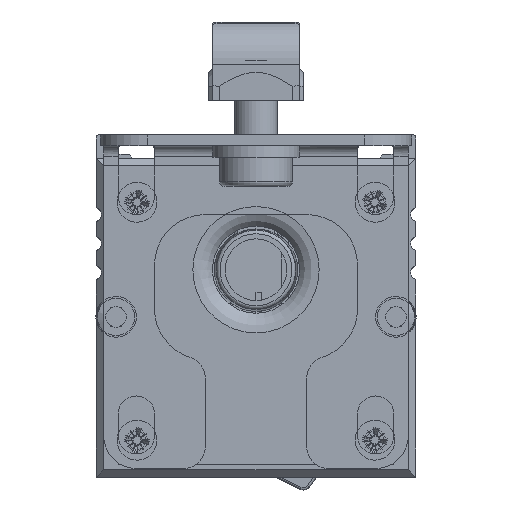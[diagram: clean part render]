
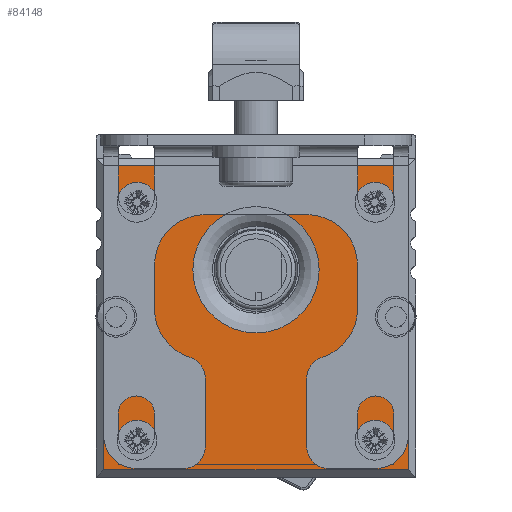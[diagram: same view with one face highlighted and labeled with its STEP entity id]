
A CAD part, front view. The second image highlights one B-rep face of the part: STEP entity #84148.
In plain terms, the highlighted planar face has unit normal (0, -1, 0).
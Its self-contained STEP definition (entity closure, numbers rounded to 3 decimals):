
#7876=FACE_BOUND('',#13371,.T.);
#7877=FACE_BOUND('',#13372,.T.);
#7878=FACE_BOUND('',#13373,.T.);
#7879=FACE_BOUND('',#13374,.T.);
#7880=FACE_BOUND('',#13375,.T.);
#8379=PLANE('',#87983);
#9936=FACE_OUTER_BOUND('',#13370,.T.);
#13370=EDGE_LOOP('',(#62715,#62716,#62717,#62718,#62719,#62720,#62721,#62722));
#13371=EDGE_LOOP('',(#62723));
#13372=EDGE_LOOP('',(#62724));
#13373=EDGE_LOOP('',(#62725));
#13374=EDGE_LOOP('',(#62726));
#13375=EDGE_LOOP('',(#62727));
#17319=LINE('',#114408,#25689);
#17338=LINE('',#114449,#25708);
#17340=LINE('',#114454,#25710);
#17341=LINE('',#114456,#25711);
#17342=LINE('',#114459,#25712);
#17343=LINE('',#114462,#25713);
#25689=VECTOR('',#94272,10.);
#25708=VECTOR('',#94299,10.);
#25710=VECTOR('',#94303,10.);
#25711=VECTOR('',#94304,10.);
#25712=VECTOR('',#94307,10.);
#25713=VECTOR('',#94310,10.);
#33888=CIRCLE('',#87977,8.711);
#33889=CIRCLE('',#87984,2.8);
#33890=CIRCLE('',#87985,2.8);
#33891=CIRCLE('',#87986,1.25);
#33892=CIRCLE('',#87987,1.25);
#33893=CIRCLE('',#87988,1.25);
#33894=CIRCLE('',#87989,1.25);
#37015=VERTEX_POINT('',#114402);
#37016=VERTEX_POINT('',#114406);
#37017=VERTEX_POINT('',#114407);
#37035=VERTEX_POINT('',#114447);
#37036=VERTEX_POINT('',#114452);
#37037=VERTEX_POINT('',#114453);
#37038=VERTEX_POINT('',#114455);
#37039=VERTEX_POINT('',#114457);
#37040=VERTEX_POINT('',#114460);
#37041=VERTEX_POINT('',#114463);
#37042=VERTEX_POINT('',#114465);
#37043=VERTEX_POINT('',#114467);
#37044=VERTEX_POINT('',#114469);
#47805=EDGE_CURVE('',#37015,#37015,#33888,.T.);
#47806=EDGE_CURVE('',#37016,#37017,#17319,.T.);
#47826=EDGE_CURVE('',#37035,#37016,#17338,.T.);
#47828=EDGE_CURVE('',#37036,#37037,#17340,.T.);
#47829=EDGE_CURVE('',#37038,#37036,#17341,.T.);
#47830=EDGE_CURVE('',#37038,#37039,#33889,.T.);
#47831=EDGE_CURVE('',#37017,#37039,#17342,.T.);
#47832=EDGE_CURVE('',#37035,#37040,#33890,.T.);
#47833=EDGE_CURVE('',#37037,#37040,#17343,.T.);
#47834=EDGE_CURVE('',#37041,#37041,#33891,.T.);
#47835=EDGE_CURVE('',#37042,#37042,#33892,.T.);
#47836=EDGE_CURVE('',#37043,#37043,#33893,.T.);
#47837=EDGE_CURVE('',#37044,#37044,#33894,.T.);
#62715=ORIENTED_EDGE('',*,*,#47828,.F.);
#62716=ORIENTED_EDGE('',*,*,#47829,.F.);
#62717=ORIENTED_EDGE('',*,*,#47830,.T.);
#62718=ORIENTED_EDGE('',*,*,#47831,.F.);
#62719=ORIENTED_EDGE('',*,*,#47806,.F.);
#62720=ORIENTED_EDGE('',*,*,#47826,.F.);
#62721=ORIENTED_EDGE('',*,*,#47832,.T.);
#62722=ORIENTED_EDGE('',*,*,#47833,.F.);
#62723=ORIENTED_EDGE('',*,*,#47805,.F.);
#62724=ORIENTED_EDGE('',*,*,#47834,.T.);
#62725=ORIENTED_EDGE('',*,*,#47835,.T.);
#62726=ORIENTED_EDGE('',*,*,#47836,.T.);
#62727=ORIENTED_EDGE('',*,*,#47837,.T.);
#84148=ADVANCED_FACE('',(#9936,#7876,#7877,#7878,#7879,#7880),#8379,.F.);
#87977=AXIS2_PLACEMENT_3D('',#114404,#94268,#94269);
#87983=AXIS2_PLACEMENT_3D('',#114451,#94301,#94302);
#87984=AXIS2_PLACEMENT_3D('',#114458,#94305,#94306);
#87985=AXIS2_PLACEMENT_3D('',#114461,#94308,#94309);
#87986=AXIS2_PLACEMENT_3D('',#114464,#94311,#94312);
#87987=AXIS2_PLACEMENT_3D('',#114466,#94313,#94314);
#87988=AXIS2_PLACEMENT_3D('',#114468,#94315,#94316);
#87989=AXIS2_PLACEMENT_3D('',#114470,#94317,#94318);
#94268=DIRECTION('center_axis',(0.,-1.,0.));
#94269=DIRECTION('ref_axis',(1.,0.,0.));
#94272=DIRECTION('',(-1.,0.,0.));
#94299=DIRECTION('',(0.,0.,-1.));
#94301=DIRECTION('center_axis',(0.,1.,0.));
#94302=DIRECTION('ref_axis',(1.,0.,0.));
#94303=DIRECTION('',(1.,0.,0.));
#94304=DIRECTION('',(0.,0.,1.));
#94305=DIRECTION('center_axis',(0.,1.,0.));
#94306=DIRECTION('ref_axis',(1.,0.,0.));
#94307=DIRECTION('',(0.,0.,1.));
#94308=DIRECTION('center_axis',(0.,1.,0.));
#94309=DIRECTION('ref_axis',(1.,0.,0.));
#94310=DIRECTION('',(0.,0.,-1.));
#94311=DIRECTION('center_axis',(0.,1.,0.));
#94312=DIRECTION('ref_axis',(-1.,0.,0.));
#94313=DIRECTION('center_axis',(0.,1.,0.));
#94314=DIRECTION('ref_axis',(-1.,0.,0.));
#94315=DIRECTION('center_axis',(0.,1.,0.));
#94316=DIRECTION('ref_axis',(-1.,0.,0.));
#94317=DIRECTION('center_axis',(0.,1.,0.));
#94318=DIRECTION('ref_axis',(-1.,0.,0.));
#114402=CARTESIAN_POINT('',(-8.711,-218.7,-18.6));
#114404=CARTESIAN_POINT('Origin',(0.,-218.7,-18.6));
#114406=CARTESIAN_POINT('',(21.,-218.7,-46.2));
#114407=CARTESIAN_POINT('',(-21.,-218.7,-46.2));
#114408=CARTESIAN_POINT('',(0.,-218.7,-46.2));
#114447=CARTESIAN_POINT('',(21.,-218.7,-27.325));
#114449=CARTESIAN_POINT('',(21.,-218.7,-36.094));
#114451=CARTESIAN_POINT('Origin',(0.,-218.7,-24.987));
#114452=CARTESIAN_POINT('',(-21.,-218.7,-4.2));
#114453=CARTESIAN_POINT('',(21.,-218.7,-4.2));
#114454=CARTESIAN_POINT('',(11.,-218.7,-4.2));
#114455=CARTESIAN_POINT('',(-21.,-218.7,-22.875));
#114456=CARTESIAN_POINT('',(-21.,-218.7,-22.471));
#114457=CARTESIAN_POINT('',(-21.,-218.7,-27.325));
#114458=CARTESIAN_POINT('Origin',(-19.3,-218.7,-25.1));
#114459=CARTESIAN_POINT('',(-21.,-218.7,-22.471));
#114460=CARTESIAN_POINT('',(21.,-218.7,-22.875));
#114461=CARTESIAN_POINT('Origin',(19.3,-218.7,-25.1));
#114462=CARTESIAN_POINT('',(21.,-218.7,-36.094));
#114463=CARTESIAN_POINT('',(15.15,-218.7,-42.1));
#114464=CARTESIAN_POINT('Origin',(16.4,-218.7,-42.1));
#114465=CARTESIAN_POINT('',(15.15,-218.7,-9.3));
#114466=CARTESIAN_POINT('Origin',(16.4,-218.7,-9.3));
#114467=CARTESIAN_POINT('',(-17.65,-218.7,-9.3));
#114468=CARTESIAN_POINT('Origin',(-16.4,-218.7,-9.3));
#114469=CARTESIAN_POINT('',(-17.65,-218.7,-42.1));
#114470=CARTESIAN_POINT('Origin',(-16.4,-218.7,-42.1));
